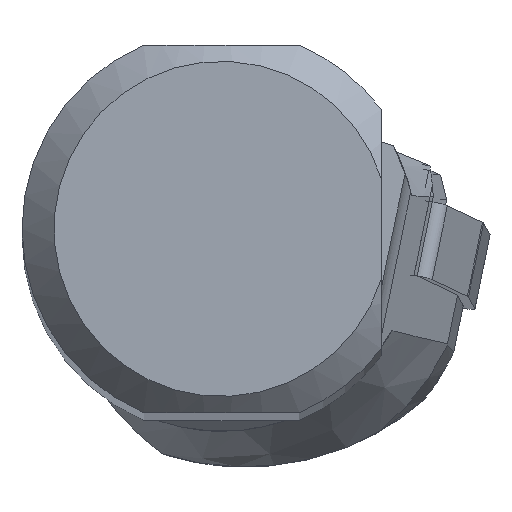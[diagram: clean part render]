
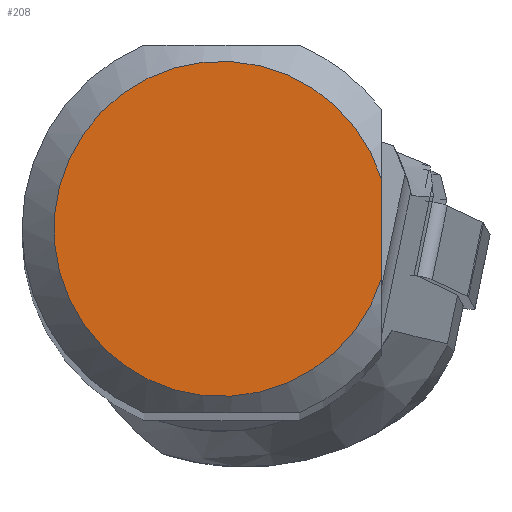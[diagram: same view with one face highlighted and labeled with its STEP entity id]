
A CAD part, top view. The second image highlights one B-rep face of the part: STEP entity #208.
In plain terms, the highlighted planar face has unit normal (0, 0, 1).
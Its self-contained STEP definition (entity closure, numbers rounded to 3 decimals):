
#163=CIRCLE('',#1409,10.491);
#208=ADVANCED_FACE('',(#309),#259,.F.);
#259=PLANE('',#1415);
#309=FACE_OUTER_BOUND('',#370,.T.);
#370=EDGE_LOOP('',(#574,#575));
#574=ORIENTED_EDGE('',*,*,#1000,.T.);
#575=ORIENTED_EDGE('',*,*,#957,.T.);
#834=VERTEX_POINT('',#1991);
#835=VERTEX_POINT('',#1993);
#957=EDGE_CURVE('',#835,#834,#1111,.T.);
#1000=EDGE_CURVE('',#834,#835,#163,.T.);
#1111=LINE('',#1992,#1209);
#1209=VECTOR('',#1564,1.);
#1409=AXIS2_PLACEMENT_3D('',#2102,#1640,#1641);
#1415=AXIS2_PLACEMENT_3D('',#2127,#1652,#1653);
#1564=DIRECTION('',(0.,1.,0.));
#1640=DIRECTION('',(0.,0.,1.));
#1641=DIRECTION('',(0.98,-0.2,0.));
#1652=DIRECTION('',(0.,0.,-1.));
#1653=DIRECTION('',(-0.98,0.2,0.));
#1991=CARTESIAN_POINT('',(10.,3.173,0.));
#1992=CARTESIAN_POINT('',(10.,10.,0.));
#1993=CARTESIAN_POINT('',(10.,-3.173,0.));
#2102=CARTESIAN_POINT('',(0.,0.,
0.));
#2127=CARTESIAN_POINT('',(0.,0.,
0.));
